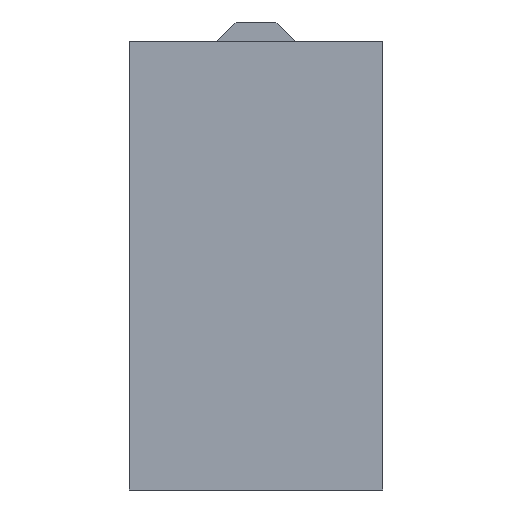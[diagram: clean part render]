
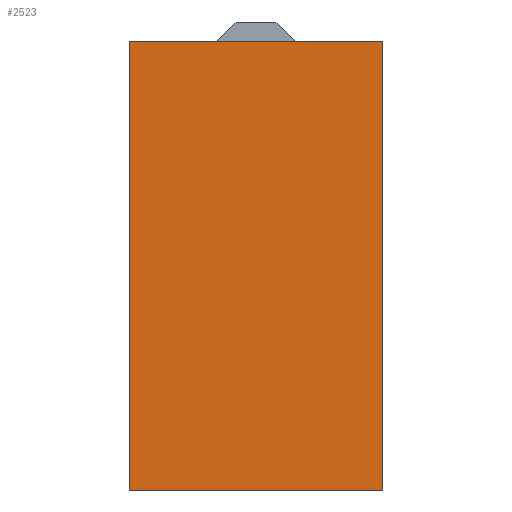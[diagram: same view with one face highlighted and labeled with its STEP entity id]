
A CAD part, left-side view. The second image highlights one B-rep face of the part: STEP entity #2523.
In plain terms, the highlighted planar face has unit normal (-1, 0, 0).
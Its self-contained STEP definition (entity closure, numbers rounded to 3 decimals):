
#194=PLANE('',#2739);
#332=FACE_OUTER_BOUND('',#487,.T.);
#487=EDGE_LOOP('',(#2350,#2351,#2352,#2353));
#570=LINE('',#3618,#827);
#699=LINE('',#4388,#956);
#732=LINE('',#4842,#989);
#746=LINE('',#4871,#1003);
#827=VECTOR('',#2907,10.);
#956=VECTOR('',#3278,10.);
#989=VECTOR('',#3367,10.);
#1003=VECTOR('',#3401,10.);
#1167=VERTEX_POINT('',#3615);
#1168=VERTEX_POINT('',#3617);
#1286=VERTEX_POINT('',#4386);
#1301=VERTEX_POINT('',#4841);
#1411=EDGE_CURVE('',#1167,#1168,#570,.T.);
#1607=EDGE_CURVE('',#1286,#1167,#699,.T.);
#1651=EDGE_CURVE('',#1301,#1168,#732,.T.);
#1665=EDGE_CURVE('',#1286,#1301,#746,.T.);
#2350=ORIENTED_EDGE('',*,*,#1665,.T.);
#2351=ORIENTED_EDGE('',*,*,#1651,.T.);
#2352=ORIENTED_EDGE('',*,*,#1411,.F.);
#2353=ORIENTED_EDGE('',*,*,#1607,.F.);
#2523=ADVANCED_FACE('',(#332),#194,.T.);
#2739=AXIS2_PLACEMENT_3D('',#4870,#3399,#3400);
#2907=DIRECTION('',(0.,0.,1.));
#3278=DIRECTION('',(0.,1.,0.));
#3367=DIRECTION('',(0.,1.,0.));
#3399=DIRECTION('center_axis',(-1.,0.,0.));
#3400=DIRECTION('ref_axis',(0.,0.,1.));
#3401=DIRECTION('',(0.,0.,1.));
#3615=CARTESIAN_POINT('',(-96.65,26.,-23.));
#3617=CARTESIAN_POINT('',(-96.65,26.,23.));
#3618=CARTESIAN_POINT('',(-96.65,26.,-23.));
#4386=CARTESIAN_POINT('',(-96.65,0.,-23.));
#4388=CARTESIAN_POINT('',(-96.65,0.,-23.));
#4841=CARTESIAN_POINT('',(-96.65,0.,23.));
#4842=CARTESIAN_POINT('',(-96.65,0.,23.));
#4870=CARTESIAN_POINT('Origin',(-96.65,0.,-23.));
#4871=CARTESIAN_POINT('',(-96.65,0.,-23.));
